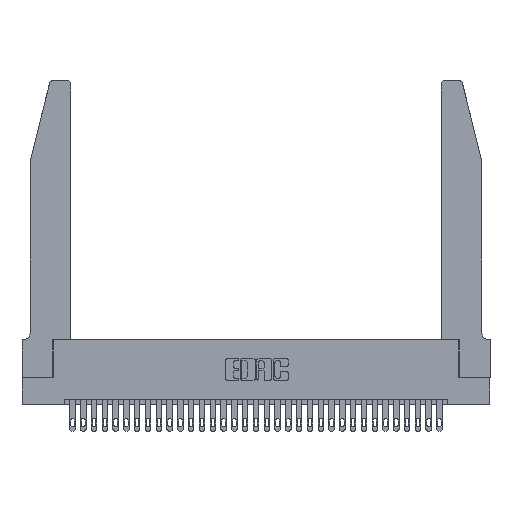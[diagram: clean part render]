
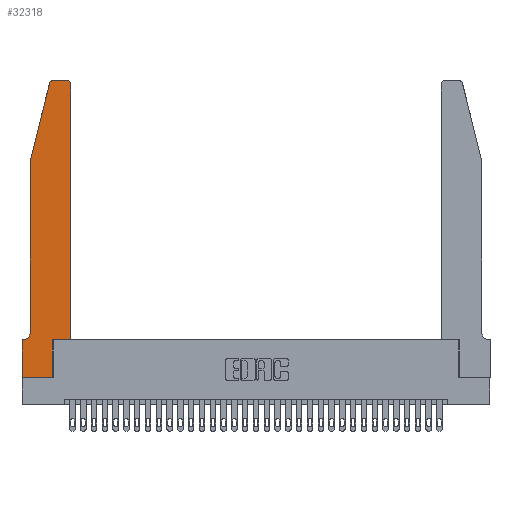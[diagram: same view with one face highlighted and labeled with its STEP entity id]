
A CAD part, top view. The second image highlights one B-rep face of the part: STEP entity #32318.
In plain terms, the highlighted planar face has unit normal (0, 0, 1).
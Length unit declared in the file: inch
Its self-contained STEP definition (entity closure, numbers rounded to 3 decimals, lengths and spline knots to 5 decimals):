
#112 = DIRECTION ( 'NONE',  ( 1., 0., 0. ) ) ;
#113 = ORIENTED_EDGE ( 'NONE', *, *, #19823, .T. ) ;
#235 = CARTESIAN_POINT ( 'NONE',  ( 0.2865, 0.35, 0.37 ) ) ;
#342 = DIRECTION ( 'NONE',  ( 0., 0., 1. ) ) ;
#505 = LINE ( 'NONE', #20408, #18099 ) ;
#803 = DIRECTION ( 'NONE',  ( 1., 0., 0. ) ) ;
#1480 = EDGE_LOOP ( 'NONE', ( #13645, #31610, #29893, #8058, #19805, #17150, #8822, #25592, #7217, #29947, #4517, #113 ) ) ;
#2084 = CARTESIAN_POINT ( 'NONE',  ( 0.2865, 0., 0.37 ) ) ;
#2248 = CARTESIAN_POINT ( 'NONE',  ( 0.284, 2.75, 0.37 ) ) ;
#3767 = VECTOR ( 'NONE', #23950, 39.37008 ) ;
#3898 = EDGE_CURVE ( 'NONE', #27965, #4566, #8253, .T. ) ;
#4060 = VERTEX_POINT ( 'NONE', #24608 ) ;
#4517 = ORIENTED_EDGE ( 'NONE', *, *, #27954, .T. ) ;
#4566 = VERTEX_POINT ( 'NONE', #12171 ) ;
#4821 = EDGE_CURVE ( 'NONE', #11151, #4060, #12625, .T. ) ;
#6297 = VECTOR ( 'NONE', #20998, 39.37008 ) ;
#6344 = CARTESIAN_POINT ( 'NONE',  ( 0.284, 2.72, 0.37 ) ) ;
#6719 = LINE ( 'NONE', #19871, #6297 ) ;
#7217 = ORIENTED_EDGE ( 'NONE', *, *, #13458, .T. ) ;
#7382 = VECTOR ( 'NONE', #17497, 39.37008 ) ;
#7657 = EDGE_CURVE ( 'NONE', #23440, #12688, #17732, .T. ) ;
#7715 = CARTESIAN_POINT ( 'NONE',  ( 0.0755, 0.42, 0.37 ) ) ;
#7838 = LINE ( 'NONE', #235, #22600 ) ;
#8058 = ORIENTED_EDGE ( 'NONE', *, *, #12149, .T. ) ;
#8253 = CIRCLE ( 'NONE', #17809, 0.07 ) ;
#8649 = EDGE_CURVE ( 'NONE', #4060, #18215, #29667, .T. ) ;
#8822 = ORIENTED_EDGE ( 'NONE', *, *, #15648, .T. ) ;
#9101 = LINE ( 'NONE', #24757, #18640 ) ;
#9449 = EDGE_CURVE ( 'NONE', #4566, #16924, #11227, .T. ) ;
#10060 = VECTOR ( 'NONE', #26064, 39.37008 ) ;
#10535 = AXIS2_PLACEMENT_3D ( 'NONE', #22944, #342, #112 ) ;
#11027 = PLANE ( 'NONE',  #15227 ) ;
#11151 = VERTEX_POINT ( 'NONE', #2248 ) ;
#11227 = LINE ( 'NONE', #17711, #19959 ) ;
#12149 = EDGE_CURVE ( 'NONE', #18215, #27965, #23110, .T. ) ;
#12171 = CARTESIAN_POINT ( 'NONE',  ( 0.0055, 0.35, 0.37 ) ) ;
#12192 = VERTEX_POINT ( 'NONE', #2084 ) ;
#12234 = DIRECTION ( 'NONE',  ( 1., 0., 0. ) ) ;
#12257 = EDGE_CURVE ( 'NONE', #12678, #11151, #6719, .T. ) ;
#12625 = CIRCLE ( 'NONE', #26892, 0.03 ) ;
#12678 = VERTEX_POINT ( 'NONE', #19520 ) ;
#12688 = VERTEX_POINT ( 'NONE', #15964 ) ;
#12734 = DIRECTION ( 'NONE',  ( -1., 0., 0. ) ) ;
#13245 = DIRECTION ( 'NONE',  ( 0., 1., 0. ) ) ;
#13458 = EDGE_CURVE ( 'NONE', #12192, #23440, #7838, .T. ) ;
#13645 = ORIENTED_EDGE ( 'NONE', *, *, #12257, .T. ) ;
#13797 = CARTESIAN_POINT ( 'NONE',  ( 0., 0., 0.37 ) ) ;
#15227 = AXIS2_PLACEMENT_3D ( 'NONE', #28927, #16143, #803 ) ;
#15590 = CIRCLE ( 'NONE', #10535, 0.03 ) ;
#15607 = CARTESIAN_POINT ( 'NONE',  ( 0.0055, 0.42, 0.37 ) ) ;
#15648 = EDGE_CURVE ( 'NONE', #16924, #31357, #20550, .T. ) ;
#15955 = CARTESIAN_POINT ( 'NONE',  ( 0.0755, 2., 0.37 ) ) ;
#15964 = CARTESIAN_POINT ( 'NONE',  ( 0.4505, 0.35, 0.37 ) ) ;
#16143 = DIRECTION ( 'NONE',  ( 0., 0., 1. ) ) ;
#16491 = VERTEX_POINT ( 'NONE', #30910 ) ;
#16924 = VERTEX_POINT ( 'NONE', #28560 ) ;
#17150 = ORIENTED_EDGE ( 'NONE', *, *, #9449, .T. ) ;
#17160 = FACE_OUTER_BOUND ( 'NONE', #1480, .T. ) ;
#17471 = VECTOR ( 'NONE', #25044, 39.37008 ) ;
#17497 = DIRECTION ( 'NONE',  ( 1., 0., 0. ) ) ;
#17711 = CARTESIAN_POINT ( 'NONE',  ( 0.0755, 0.35, 0.37 ) ) ;
#17732 = LINE ( 'NONE', #22015, #7382 ) ;
#17809 = AXIS2_PLACEMENT_3D ( 'NONE', #15607, #18269, #12734 ) ;
#18099 = VECTOR ( 'NONE', #28180, 39.37008 ) ;
#18110 = CARTESIAN_POINT ( 'NONE',  ( 0.2865, 0.35, 0.37 ) ) ;
#18215 = VERTEX_POINT ( 'NONE', #18708 ) ;
#18269 = DIRECTION ( 'NONE',  ( 0., 0., -1. ) ) ;
#18640 = VECTOR ( 'NONE', #12234, 39.37008 ) ;
#18708 = CARTESIAN_POINT ( 'NONE',  ( 0.0755, 2., 0.37 ) ) ;
#18935 = DIRECTION ( 'NONE',  ( 0., 0., 1. ) ) ;
#19520 = CARTESIAN_POINT ( 'NONE',  ( 0.4205, 2.75, 0.37 ) ) ;
#19805 = ORIENTED_EDGE ( 'NONE', *, *, #3898, .T. ) ;
#19823 = EDGE_CURVE ( 'NONE', #16491, #12678, #15590, .T. ) ;
#19871 = CARTESIAN_POINT ( 'NONE',  ( 0.2605, 2.75, 0.37 ) ) ;
#19959 = VECTOR ( 'NONE', #22995, 39.37008 ) ;
#20408 = CARTESIAN_POINT ( 'NONE',  ( 0.4505, 0.35, 0.37 ) ) ;
#20550 = LINE ( 'NONE', #13797, #3767 ) ;
#20998 = DIRECTION ( 'NONE',  ( -1., 0., 0. ) ) ;
#22015 = CARTESIAN_POINT ( 'NONE',  ( 0.4505, 0.35, 0.37 ) ) ;
#22600 = VECTOR ( 'NONE', #13245, 39.37008 ) ;
#22944 = CARTESIAN_POINT ( 'NONE',  ( 0.4205, 2.72, 0.37 ) ) ;
#22995 = DIRECTION ( 'NONE',  ( -1., 0., 0. ) ) ;
#23110 = LINE ( 'NONE', #30296, #17471 ) ;
#23440 = VERTEX_POINT ( 'NONE', #18110 ) ;
#23950 = DIRECTION ( 'NONE',  ( 0., -1., 0. ) ) ;
#24608 = CARTESIAN_POINT ( 'NONE',  ( 0.25487, 2.72718, 0.37 ) ) ;
#24757 = CARTESIAN_POINT ( 'NONE',  ( 0., 0., 0.37 ) ) ;
#25044 = DIRECTION ( 'NONE',  ( 0., -1., 0. ) ) ;
#25592 = ORIENTED_EDGE ( 'NONE', *, *, #26110, .T. ) ;
#26064 = DIRECTION ( 'NONE',  ( -0.239, -0.971, 0. ) ) ;
#26110 = EDGE_CURVE ( 'NONE', #31357, #12192, #9101, .T. ) ;
#26821 = DIRECTION ( 'NONE',  ( 1., 0., 0. ) ) ;
#26892 = AXIS2_PLACEMENT_3D ( 'NONE', #6344, #18935, #26821 ) ;
#27954 = EDGE_CURVE ( 'NONE', #12688, #16491, #505, .T. ) ;
#27965 = VERTEX_POINT ( 'NONE', #7715 ) ;
#28180 = DIRECTION ( 'NONE',  ( 0., 1., 0. ) ) ;
#28560 = CARTESIAN_POINT ( 'NONE',  ( 0., 0.35, 0.37 ) ) ;
#28927 = CARTESIAN_POINT ( 'NONE',  ( 0., 0.35, 0.37 ) ) ;
#29667 = LINE ( 'NONE', #15955, #10060 ) ;
#29858 = CARTESIAN_POINT ( 'NONE',  ( 0., 0., 0.37 ) ) ;
#29893 = ORIENTED_EDGE ( 'NONE', *, *, #8649, .T. ) ;
#29947 = ORIENTED_EDGE ( 'NONE', *, *, #7657, .T. ) ;
#30296 = CARTESIAN_POINT ( 'NONE',  ( 0.0755, 2., 0.37 ) ) ;
#30910 = CARTESIAN_POINT ( 'NONE',  ( 0.4505, 2.72, 0.37 ) ) ;
#31357 = VERTEX_POINT ( 'NONE', #29858 ) ;
#31610 = ORIENTED_EDGE ( 'NONE', *, *, #4821, .T. ) ;
#32318 = ADVANCED_FACE ( 'NONE', ( #17160 ), #11027, .T. ) ;
